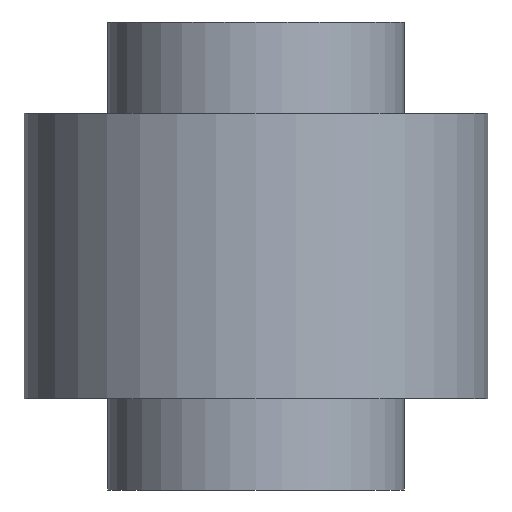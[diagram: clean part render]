
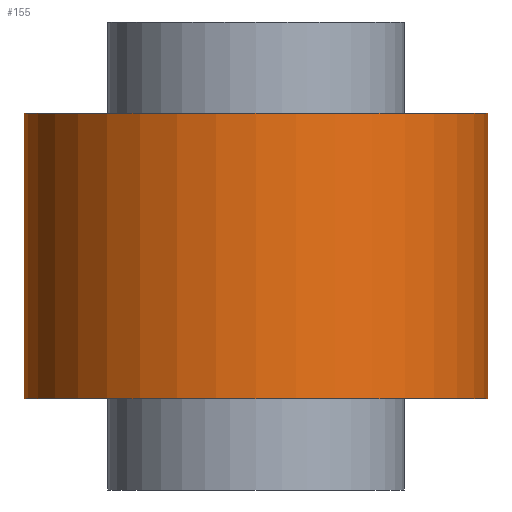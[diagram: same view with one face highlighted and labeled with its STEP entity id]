
A CAD part, front view. The second image highlights one B-rep face of the part: STEP entity #155.
In plain terms, the highlighted cylindrical face has radius 5.08 mm (diameter 10.16 mm), a full revolution.
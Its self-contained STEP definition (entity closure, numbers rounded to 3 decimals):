
#73=CYLINDRICAL_SURFACE('',#180,5.08);
#82=ORIENTED_EDGE('',*,*,#96,.T.);
#83=ORIENTED_EDGE('',*,*,#95,.F.);
#95=EDGE_CURVE('',#103,#103,#111,.T.);
#96=EDGE_CURVE('',#104,#104,#112,.T.);
#103=VERTEX_POINT('',#282);
#104=VERTEX_POINT('',#285);
#111=CIRCLE('',#179,5.08);
#112=CIRCLE('',#181,5.08);
#122=EDGE_LOOP('',(#82));
#123=EDGE_LOOP('',(#83));
#138=FACE_BOUND('',#122,.T.);
#139=FACE_BOUND('',#123,.T.);
#155=ADVANCED_FACE('',(#138,#139),#73,.T.);
#179=AXIS2_PLACEMENT_3D('',#281,#219,#220);
#180=AXIS2_PLACEMENT_3D('',#283,#221,#222);
#181=AXIS2_PLACEMENT_3D('',#284,#223,#224);
#219=DIRECTION('',(0.,0.,-1.));
#220=DIRECTION('',(-1.,0.,0.));
#221=DIRECTION('',(0.,0.,-1.));
#222=DIRECTION('',(-1.,0.,0.));
#223=DIRECTION('',(0.,0.,-1.));
#224=DIRECTION('',(-1.,0.,0.));
#281=CARTESIAN_POINT('',(0.,0.,-3.125));
#282=CARTESIAN_POINT('',(-5.08,0.,-3.125));
#283=CARTESIAN_POINT('',(0.,0.,0.));
#284=CARTESIAN_POINT('',(0.,0.,3.125));
#285=CARTESIAN_POINT('',(-5.08,0.,3.125));
